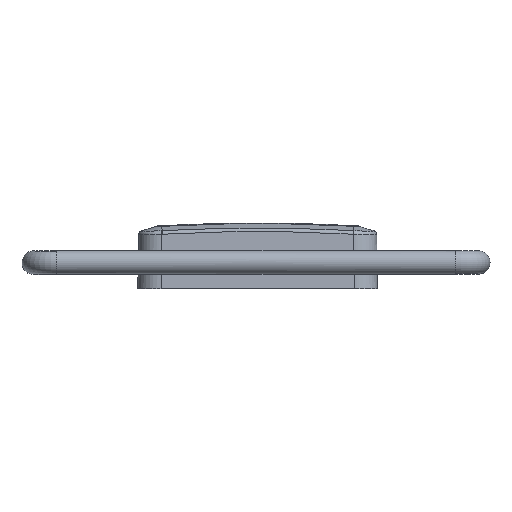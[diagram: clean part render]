
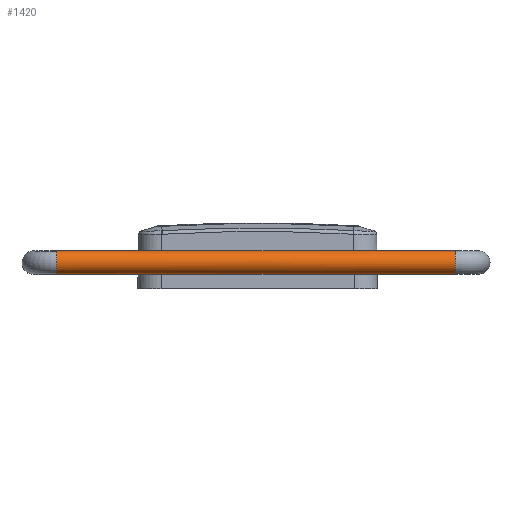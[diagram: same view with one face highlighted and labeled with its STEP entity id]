
A CAD part, top view. The second image highlights one B-rep face of the part: STEP entity #1420.
In plain terms, the highlighted cylindrical face has radius 3 mm (diameter 6 mm), a partial arc.
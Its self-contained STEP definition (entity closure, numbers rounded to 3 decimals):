
#930=CARTESIAN_POINT('',(-28.888,20.706,
77.274));
#940=DIRECTION('',(1.,0.,0.));
#950=DIRECTION('',(0.,-0.966,
0.259));
#960=AXIS2_PLACEMENT_3D('',#930,#940,#950);
#970=CYLINDRICAL_SURFACE('',#960,3.);
#980=CARTESIAN_POINT('',(-28.888,17.808,
78.051));
#990=DIRECTION('',(1.,0.,0.));
#1000=VECTOR('',#990,1.);
#1010=LINE('',#980,#1000);
#1020=CARTESIAN_POINT('',(-28.888,17.808,
78.051));
#1030=VERTEX_POINT('',#1020);
#1040=CARTESIAN_POINT('',(74.112,17.808,
78.051));
#1050=VERTEX_POINT('',#1040);
#1060=EDGE_CURVE('',#1030,#1050,#1010,.T.);
#1070=ORIENTED_EDGE('',*,*,#1060,.T.);
#1080=CARTESIAN_POINT('',(-28.888,20.706,
77.274));
#1090=DIRECTION('',(-1.,0.,0.));
#1100=DIRECTION('',(0.,1.,0.));
#1110=AXIS2_PLACEMENT_3D('',#1080,#1090,#1100);
#1120=CIRCLE('',#1110,3.);
#1130=CARTESIAN_POINT('',(-28.888,23.706,
77.274));
#1140=VERTEX_POINT('',#1130);
#1150=EDGE_CURVE('',#1030,#1140,#1120,.T.);
#1160=ORIENTED_EDGE('',*,*,#1150,.F.);
#1170=CARTESIAN_POINT('',(-28.888,23.603,
76.498));
#1180=VERTEX_POINT('',#1170);
#1190=EDGE_CURVE('',#1140,#1180,#1120,.T.);
#1200=ORIENTED_EDGE('',*,*,#1190,.F.);
#1210=CARTESIAN_POINT('',(-28.888,23.603,
76.498));
#1220=DIRECTION('',(1.,0.,0.));
#1230=VECTOR('',#1220,1.);
#1240=LINE('',#1210,#1230);
#1250=CARTESIAN_POINT('',(74.112,23.603,
76.498));
#1260=VERTEX_POINT('',#1250);
#1270=EDGE_CURVE('',#1180,#1260,#1240,.T.);
#1280=ORIENTED_EDGE('',*,*,#1270,.F.);
#1290=CARTESIAN_POINT('',(74.112,20.706,
77.274));
#1300=DIRECTION('',(1.,0.,0.));
#1310=DIRECTION('',(0.,0.866,
-0.5));
#1320=AXIS2_PLACEMENT_3D('',#1290,#1300,#1310);
#1330=CIRCLE('',#1320,3.);
#1340=CARTESIAN_POINT('',(74.112,18.107,
78.774));
#1350=VERTEX_POINT('',#1340);
#1360=EDGE_CURVE('',#1260,#1350,#1330,.T.);
#1370=ORIENTED_EDGE('',*,*,#1360,.F.);
#1380=EDGE_CURVE('',#1350,#1050,#1330,.T.);
#1390=ORIENTED_EDGE('',*,*,#1380,.F.);
#1400=EDGE_LOOP('',(#1390,#1370,#1280,#1200,#1160,#1070));
#1410=FACE_OUTER_BOUND('',#1400,.T.);
#1420=ADVANCED_FACE('',(#1410),#970,.T.);
